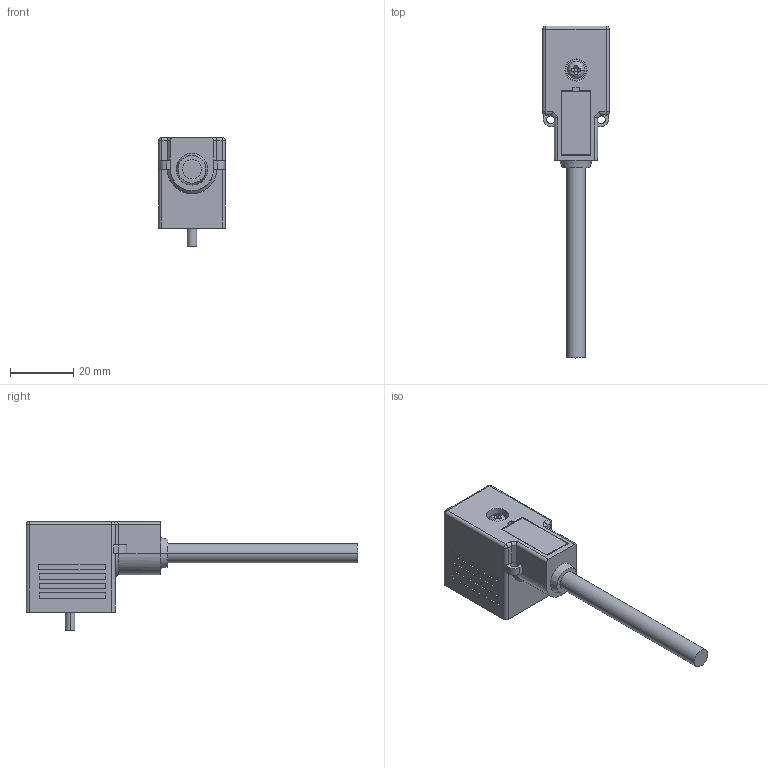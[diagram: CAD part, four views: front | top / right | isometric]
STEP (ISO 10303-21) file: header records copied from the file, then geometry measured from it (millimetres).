
FILE_DESCRIPTION (( 'STEP AP203' ), '1' );
FILE_NAME ('VB21R-024-M.STEP', '2025-04-10T02:57:34', ( '' ), ( '' ), 'SwSTEP 2.0', 'SolidWorks 2018', '' );
FILE_SCHEMA (( 'CONFIG_CONTROL_DESIGN' ));
Length unit declared in the file: millimetre
Products named in the file (1): VB21R-024-M
Bounding box: 21 x 104.8 x 34.4 mm (x, y, z)
Volume: 19339.1 mm3; surface area: 9156.2 mm2
Topology: 3 solids, 9 shells, 431 faces, 1100 edges, 707 vertices
Faces by surface type: plane 324, cylinder 89, cone 10, sphere 4, bspline 2, torus 2
Entity records: 13065 total; most frequent: CARTESIAN_POINT 2502, ORIENTED_EDGE 2192, DIRECTION 2118, EDGE_CURVE 1096, VECTOR 844, LINE 844, VERTEX_POINT 707, AXIS2_PLACEMENT_3D 637
